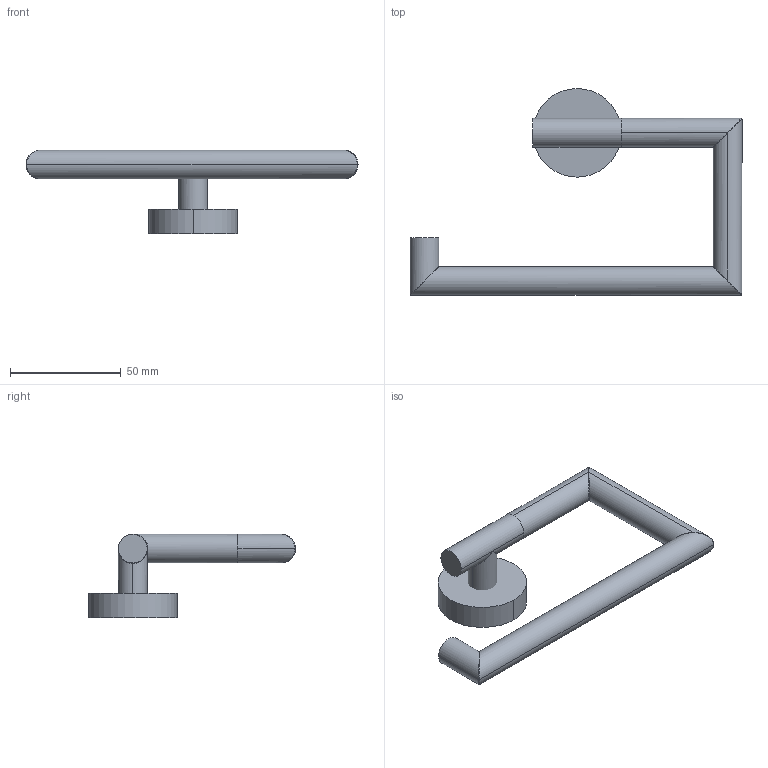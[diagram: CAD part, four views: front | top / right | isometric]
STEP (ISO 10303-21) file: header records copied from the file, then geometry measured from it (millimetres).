
FILE_DESCRIPTION (( 'STEP AP203' ), '1' );
FILE_NAME ('83500979-00.STEP', '2018-07-04T06:00:27', ( '' ), ( '' ), 'SwSTEP 2.0', 'SolidWorks 2017', '' );
FILE_SCHEMA (( 'CONFIG_CONTROL_DESIGN' ));
Length unit declared in the file: millimetre
Products named in the file (4): Planungsmodell_T-Stueck-+-22.901.780-01_ _K5_13x24_13x20x20; Planungsmodell_Halter-+-05.28.22.626.00-01_ _K1; 83500979-00; Planungsmodell_Rohr_gerade-+-28.568.780-10_ _K73_40x11
Assembly tree (3 placements, depth 2):
  83500979-00
    Planungsmodell_Rohr_gerade-+-28.568.780-10_ _K73_40x11
    Planungsmodell_T-Stueck-+-22.901.780-01_ _K5_13x24_13x20x20
    Planungsmodell_Halter-+-05.28.22.626.00-01_ _K1
Bounding box: 150 x 93.5 x 37.8 mm (x, y, z)
Volume: 57622.7 mm3; surface area: 17914.9 mm2
Topology: 3 solids, 3 shells, 30 faces, 70 edges, 30 vertices
Faces by surface type: cylinder 15, bspline 8, plane 7
Entity records: 1550 total; most frequent: CARTESIAN_POINT 652, ORIENTED_EDGE 108, DIRECTION 100, EDGE_CURVE 54, AXIS2_PLACEMENT_3D 42, PERSON_AND_ORGANIZATION 35, ADVANCED_FACE 30, VERTEX_POINT 30
